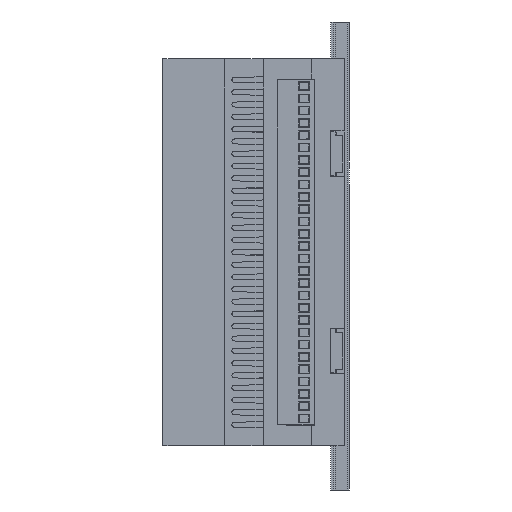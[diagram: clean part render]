
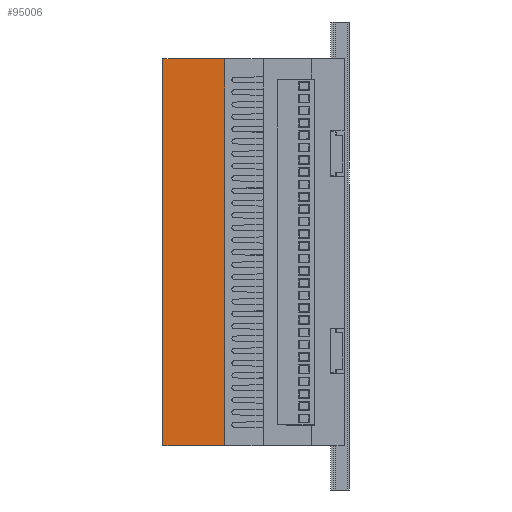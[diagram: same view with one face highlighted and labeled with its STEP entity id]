
A CAD part, left-side view. The second image highlights one B-rep face of the part: STEP entity #95006.
In plain terms, the highlighted planar face has unit normal (-1, 0, 0).
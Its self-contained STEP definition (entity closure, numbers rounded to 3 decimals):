
#1169 = ORIENTED_EDGE ( 'NONE', *, *, #20241, .F. ) ;
#1557 = DIRECTION ( 'NONE',  ( 1., 0., 0. ) ) ;
#8784 = CARTESIAN_POINT ( 'NONE',  ( -22.5, 35.3, -126. ) ) ;
#9797 = CARTESIAN_POINT ( 'NONE',  ( -22.5, 60.3, -126. ) ) ;
#10621 = FACE_OUTER_BOUND ( 'NONE', #85767, .T. ) ;
#13607 = DIRECTION ( 'NONE',  ( 0., 0., 1. ) ) ;
#15587 = VECTOR ( 'NONE', #31646, 1000. ) ;
#15937 = CARTESIAN_POINT ( 'NONE',  ( -22.5, 60.3, -126. ) ) ;
#18338 = VECTOR ( 'NONE', #13607, 1000. ) ;
#20241 = EDGE_CURVE ( 'NONE', #58449, #67663, #46790, .T. ) ;
#21287 = CARTESIAN_POINT ( 'NONE',  ( -22.5, 60.3, 31. ) ) ;
#22166 = ORIENTED_EDGE ( 'NONE', *, *, #27092, .T. ) ;
#27092 = EDGE_CURVE ( 'NONE', #58449, #71854, #66934, .T. ) ;
#27411 = DIRECTION ( 'NONE',  ( 0., -1., 0. ) ) ;
#31646 = DIRECTION ( 'NONE',  ( 0., 0., 1. ) ) ;
#38423 = ORIENTED_EDGE ( 'NONE', *, *, #47206, .F. ) ;
#45280 = VECTOR ( 'NONE', #27411, 1000. ) ;
#46790 = LINE ( 'NONE', #68724, #18338 ) ;
#47206 = EDGE_CURVE ( 'NONE', #67663, #89710, #56529, .T. ) ;
#49482 = EDGE_CURVE ( 'NONE', #71854, #89710, #85072, .T. ) ;
#53271 = VECTOR ( 'NONE', #97034, 1000. ) ;
#56529 = LINE ( 'NONE', #80507, #45280 ) ;
#58449 = VERTEX_POINT ( 'NONE', #79561 ) ;
#66934 = LINE ( 'NONE', #15937, #53271 ) ;
#67663 = VERTEX_POINT ( 'NONE', #21287 ) ;
#68724 = CARTESIAN_POINT ( 'NONE',  ( -22.5, 60.3, -126. ) ) ;
#71854 = VERTEX_POINT ( 'NONE', #82149 ) ;
#72203 = PLANE ( 'NONE',  #86537 ) ;
#75496 = ORIENTED_EDGE ( 'NONE', *, *, #49482, .T. ) ;
#79561 = CARTESIAN_POINT ( 'NONE',  ( -22.5, 60.3, -126. ) ) ;
#80507 = CARTESIAN_POINT ( 'NONE',  ( -22.5, 60.3, 31. ) ) ;
#82149 = CARTESIAN_POINT ( 'NONE',  ( -22.5, 35.3, -126. ) ) ;
#85072 = LINE ( 'NONE', #8784, #15587 ) ;
#85767 = EDGE_LOOP ( 'NONE', ( #75496, #38423, #1169, #22166 ) ) ;
#86537 = AXIS2_PLACEMENT_3D ( 'NONE', #9797, #1557, #88856 ) ;
#88856 = DIRECTION ( 'NONE',  ( 0., 0., -1. ) ) ;
#89710 = VERTEX_POINT ( 'NONE', #89752 ) ;
#89752 = CARTESIAN_POINT ( 'NONE',  ( -22.5, 35.3, 31. ) ) ;
#95006 = ADVANCED_FACE ( 'NONE', ( #10621 ), #72203, .F. ) ;
#97034 = DIRECTION ( 'NONE',  ( 0., -1., 0. ) ) ;
